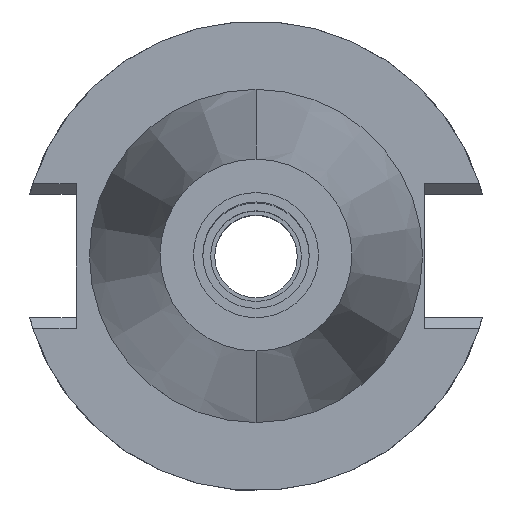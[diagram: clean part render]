
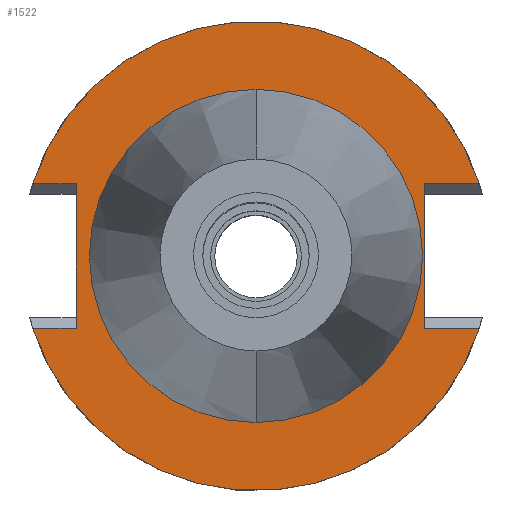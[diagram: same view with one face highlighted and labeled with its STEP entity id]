
A CAD part, top view. The second image highlights one B-rep face of the part: STEP entity #1522.
In plain terms, the highlighted planar face has unit normal (0, 0, 1).
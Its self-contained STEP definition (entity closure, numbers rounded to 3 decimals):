
#12 = CARTESIAN_POINT ( 'NONE',  ( -37.68, -15.155, -1.5 ) ) ;
#62 = LINE ( 'NONE', #12, #1443 ) ;
#105 = DIRECTION ( 'NONE',  ( 0., 1., 0. ) ) ;
#120 = EDGE_CURVE ( 'NONE', #493, #745, #637, .T. ) ;
#138 = DIRECTION ( 'NONE',  ( 0., 0., -1. ) ) ;
#167 = ORIENTED_EDGE ( 'NONE', *, *, #2215, .T. ) ;
#209 = VECTOR ( 'NONE', #2615, 1000. ) ;
#261 = LINE ( 'NONE', #1579, #3053 ) ;
#368 = CARTESIAN_POINT ( 'NONE',  ( 0., 34.925, -1.5 ) ) ;
#377 = AXIS2_PLACEMENT_3D ( 'NONE', #2874, #773, #1295 ) ;
#423 = AXIS2_PLACEMENT_3D ( 'NONE', #3054, #1966, #967 ) ;
#471 = VERTEX_POINT ( 'NONE', #3038 ) ;
#481 = LINE ( 'NONE', #1510, #739 ) ;
#493 = VERTEX_POINT ( 'NONE', #517 ) ;
#517 = CARTESIAN_POINT ( 'NONE',  ( -46.821, 15.155, -1.5 ) ) ;
#634 = AXIS2_PLACEMENT_3D ( 'NONE', #1377, #2412, #105 ) ;
#637 = CIRCLE ( 'NONE', #634, 49.212 ) ;
#652 = DIRECTION ( 'NONE',  ( -1., 0., 0. ) ) ;
#660 = EDGE_CURVE ( 'NONE', #3020, #3311, #3303, .T. ) ;
#674 = VERTEX_POINT ( 'NONE', #1367 ) ;
#692 = AXIS2_PLACEMENT_3D ( 'NONE', #1415, #138, #1687 ) ;
#739 = VECTOR ( 'NONE', #1755, 1000. ) ;
#745 = VERTEX_POINT ( 'NONE', #871 ) ;
#771 = EDGE_CURVE ( 'NONE', #2764, #493, #1904, .T. ) ;
#773 = DIRECTION ( 'NONE',  ( 0., 0., 1. ) ) ;
#864 = ORIENTED_EDGE ( 'NONE', *, *, #1978, .F. ) ;
#871 = CARTESIAN_POINT ( 'NONE',  ( 46.821, 15.155, -1.5 ) ) ;
#891 = VECTOR ( 'NONE', #2371, 1000. ) ;
#921 = DIRECTION ( 'NONE',  ( 0., 0., -1. ) ) ;
#967 = DIRECTION ( 'NONE',  ( 0., 1., 0. ) ) ;
#1007 = DIRECTION ( 'NONE',  ( -1., 0., 0. ) ) ;
#1015 = LINE ( 'NONE', #1066, #209 ) ;
#1025 = CARTESIAN_POINT ( 'NONE',  ( -37.68, -15.155, -1.5 ) ) ;
#1066 = CARTESIAN_POINT ( 'NONE',  ( 35.27, -15.155, -1.5 ) ) ;
#1293 = ORIENTED_EDGE ( 'NONE', *, *, #3243, .F. ) ;
#1295 = DIRECTION ( 'NONE',  ( 0., -1., 0. ) ) ;
#1302 = DIRECTION ( 'NONE',  ( 0., -1., 0. ) ) ;
#1367 = CARTESIAN_POINT ( 'NONE',  ( 46.821, -15.155, -1.5 ) ) ;
#1377 = CARTESIAN_POINT ( 'NONE',  ( 0., 0., -1.5 ) ) ;
#1406 = EDGE_LOOP ( 'NONE', ( #167, #1624, #1293, #2075, #1796, #1441, #3092, #2708 ) ) ;
#1415 = CARTESIAN_POINT ( 'NONE',  ( 0., 0., -1.5 ) ) ;
#1441 = ORIENTED_EDGE ( 'NONE', *, *, #120, .F. ) ;
#1443 = VECTOR ( 'NONE', #1007, 1000. ) ;
#1510 = CARTESIAN_POINT ( 'NONE',  ( -37.68, -15.155, -1.5 ) ) ;
#1522 = ADVANCED_FACE ( 'NONE', ( #2797, #2546 ), #3306, .F. ) ;
#1579 = CARTESIAN_POINT ( 'NONE',  ( 35.27, 15.155, -1.5 ) ) ;
#1624 = ORIENTED_EDGE ( 'NONE', *, *, #2957, .F. ) ;
#1648 = AXIS2_PLACEMENT_3D ( 'NONE', #3245, #921, #1302 ) ;
#1687 = DIRECTION ( 'NONE',  ( 0., -1., 0. ) ) ;
#1755 = DIRECTION ( 'NONE',  ( 0., 1., 0. ) ) ;
#1796 = ORIENTED_EDGE ( 'NONE', *, *, #2159, .T. ) ;
#1832 = DIRECTION ( 'NONE',  ( 1., 0., 0. ) ) ;
#1891 = CARTESIAN_POINT ( 'NONE',  ( -37.68, 15.155, -1.5 ) ) ;
#1904 = LINE ( 'NONE', #1891, #3278 ) ;
#1966 = DIRECTION ( 'NONE',  ( 0., 0., 1. ) ) ;
#1978 = EDGE_CURVE ( 'NONE', #2278, #471, #3216, .T. ) ;
#2075 = ORIENTED_EDGE ( 'NONE', *, *, #660, .F. ) ;
#2114 = CARTESIAN_POINT ( 'NONE',  ( 35.27, 15.155, -1.5 ) ) ;
#2159 = EDGE_CURVE ( 'NONE', #3020, #745, #261, .T. ) ;
#2215 = EDGE_CURVE ( 'NONE', #2249, #2491, #62, .T. ) ;
#2226 = CARTESIAN_POINT ( 'NONE',  ( -46.821, -15.155, -1.5 ) ) ;
#2249 = VERTEX_POINT ( 'NONE', #1025 ) ;
#2278 = VERTEX_POINT ( 'NONE', #368 ) ;
#2371 = DIRECTION ( 'NONE',  ( 0., -1., 0. ) ) ;
#2412 = DIRECTION ( 'NONE',  ( 0., 0., -1. ) ) ;
#2491 = VERTEX_POINT ( 'NONE', #2226 ) ;
#2530 = EDGE_CURVE ( 'NONE', #2249, #2764, #481, .T. ) ;
#2546 = FACE_BOUND ( 'NONE', #2666, .T. ) ;
#2604 = ORIENTED_EDGE ( 'NONE', *, *, #2643, .F. ) ;
#2615 = DIRECTION ( 'NONE',  ( 1., 0., 0. ) ) ;
#2622 = CARTESIAN_POINT ( 'NONE',  ( -37.68, 15.155, -1.5 ) ) ;
#2640 = CIRCLE ( 'NONE', #377, 34.925 ) ;
#2643 = EDGE_CURVE ( 'NONE', #471, #2278, #2640, .T. ) ;
#2666 = EDGE_LOOP ( 'NONE', ( #864, #2604 ) ) ;
#2708 = ORIENTED_EDGE ( 'NONE', *, *, #2530, .F. ) ;
#2764 = VERTEX_POINT ( 'NONE', #2622 ) ;
#2797 = FACE_OUTER_BOUND ( 'NONE', #1406, .T. ) ;
#2874 = CARTESIAN_POINT ( 'NONE',  ( 0., 0., -1.5 ) ) ;
#2942 = CARTESIAN_POINT ( 'NONE',  ( 35.27, -15.155, -1.5 ) ) ;
#2957 = EDGE_CURVE ( 'NONE', #674, #2491, #3274, .T. ) ;
#3020 = VERTEX_POINT ( 'NONE', #3307 ) ;
#3038 = CARTESIAN_POINT ( 'NONE',  ( 0., -34.925, -1.5 ) ) ;
#3053 = VECTOR ( 'NONE', #1832, 1000. ) ;
#3054 = CARTESIAN_POINT ( 'NONE',  ( 0., 0., -1.5 ) ) ;
#3092 = ORIENTED_EDGE ( 'NONE', *, *, #771, .F. ) ;
#3216 = CIRCLE ( 'NONE', #423, 34.925 ) ;
#3243 = EDGE_CURVE ( 'NONE', #3311, #674, #1015, .T. ) ;
#3245 = CARTESIAN_POINT ( 'NONE',  ( 0., 0., -1.5 ) ) ;
#3274 = CIRCLE ( 'NONE', #692, 49.212 ) ;
#3278 = VECTOR ( 'NONE', #652, 1000. ) ;
#3303 = LINE ( 'NONE', #2114, #891 ) ;
#3306 = PLANE ( 'NONE',  #1648 ) ;
#3307 = CARTESIAN_POINT ( 'NONE',  ( 35.27, 15.155, -1.5 ) ) ;
#3311 = VERTEX_POINT ( 'NONE', #2942 ) ;
